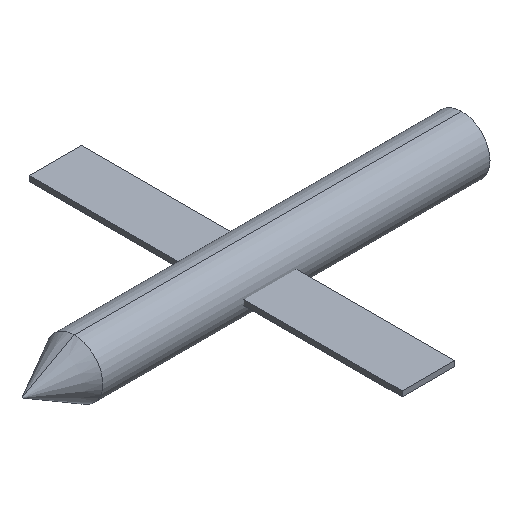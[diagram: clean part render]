
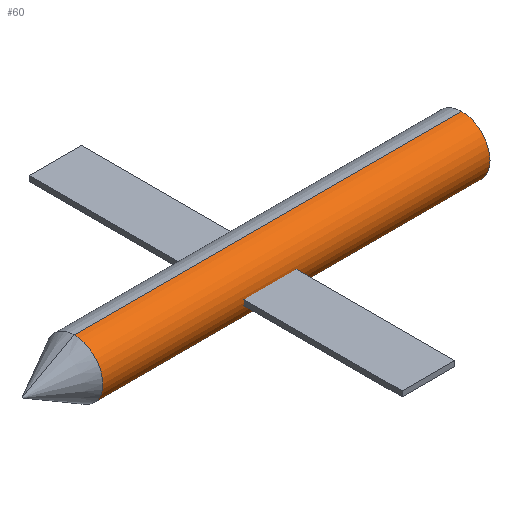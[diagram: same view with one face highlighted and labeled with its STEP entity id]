
A CAD part, isometric view. The second image highlights one B-rep face of the part: STEP entity #60.
In plain terms, the highlighted cylindrical face has radius 1087.5 mm (diameter 2175 mm), a partial arc.
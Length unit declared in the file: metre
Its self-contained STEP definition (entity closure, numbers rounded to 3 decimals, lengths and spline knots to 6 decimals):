
#60=ADVANCED_FACE('',(#115),#116,.T.);
#115=FACE_OUTER_BOUND('',#176,.T.);
#116=CYLINDRICAL_SURFACE('',#177,1.0875);
#176=EDGE_LOOP('',(#224,#225,#226,#227));
#177=AXIS2_PLACEMENT_3D('',#228,#229,#230);
#224=ORIENTED_EDGE('',*,*,#315,.T.);
#225=ORIENTED_EDGE('',*,*,#320,.F.);
#226=ORIENTED_EDGE('',*,*,#317,.T.);
#227=ORIENTED_EDGE('',*,*,#321,.F.);
#228=CARTESIAN_POINT('',(1.0,0.0,0.0));
#229=DIRECTION('',(1.0,0.0,0.0));
#230=DIRECTION('',(0.0,0.0,-1.0));
#315=EDGE_CURVE('',#353,#354,#355,.T.);
#317=EDGE_CURVE('',#358,#356,#359,.T.);
#320=EDGE_CURVE('',#358,#354,#362,.T.);
#321=EDGE_CURVE('',#353,#356,#363,.T.);
#353=VERTEX_POINT('',#406);
#354=VERTEX_POINT('',#407);
#355=LINE('',#408,#409);
#356=VERTEX_POINT('',#410);
#358=VERTEX_POINT('',#412);
#359=LINE('',#413,#414);
#362=CIRCLE('',#417,1.0875);
#363=CIRCLE('',#418,1.0875);
#406=CARTESIAN_POINT('',(-6.4,0.0,-1.0875));
#407=CARTESIAN_POINT('',(8.4,0.0,-1.0875));
#408=CARTESIAN_POINT('',(1.0,0.,-1.0875));
#409=VECTOR('',#474,1.0);
#410=CARTESIAN_POINT('',(-6.4,0.,1.0875));
#412=CARTESIAN_POINT('',(8.4,0.,1.0875));
#413=CARTESIAN_POINT('',(1.0,0.,1.0875));
#414=VECTOR('',#478,1.0);
#417=AXIS2_PLACEMENT_3D('',#482,#483,#484);
#418=AXIS2_PLACEMENT_3D('',#485,#486,#487);
#474=DIRECTION('',(1.0,0.0,0.0));
#478=DIRECTION('',(-1.0,-0.0,-0.0));
#482=CARTESIAN_POINT('',(8.4,0.0,0.0));
#483=DIRECTION('',(1.0,0.0,0.0));
#484=DIRECTION('',(0.0,0.0,-1.0));
#485=CARTESIAN_POINT('',(-6.4,0.0,0.0));
#486=DIRECTION('',(-1.0,0.0,0.0));
#487=DIRECTION('',(0.0,0.0,-1.0));
